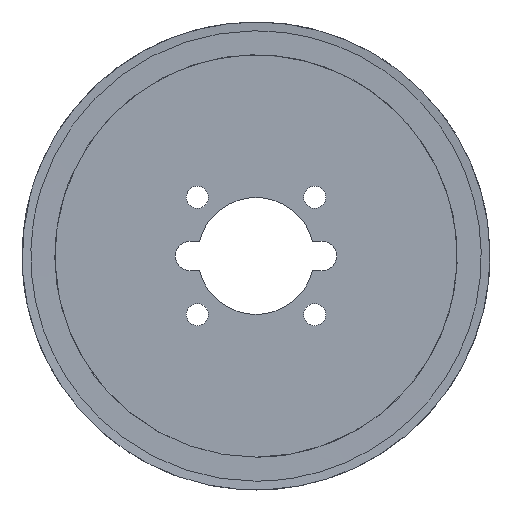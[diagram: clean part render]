
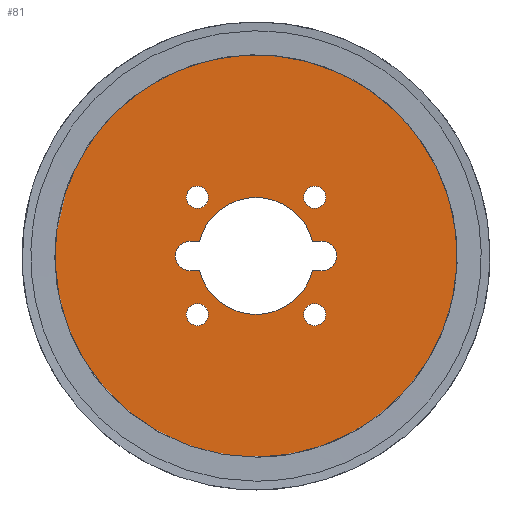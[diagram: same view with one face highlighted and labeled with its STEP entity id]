
A CAD part, top view. The second image highlights one B-rep face of the part: STEP entity #81.
In plain terms, the highlighted planar face has unit normal (0, 0, 1).
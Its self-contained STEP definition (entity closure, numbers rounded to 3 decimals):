
#81=ADVANCED_FACE('',(#148,#149,#150,#151,#152,#153),#106,.T.);
#106=PLANE('',#466);
#112=LINE('',#622,#130);
#113=LINE('',#626,#131);
#114=LINE('',#630,#132);
#115=LINE('',#634,#133);
#130=VECTOR('',#516,1.);
#131=VECTOR('',#519,1.);
#132=VECTOR('',#522,1.);
#133=VECTOR('',#525,1.);
#148=FACE_BOUND('',#188,.T.);
#149=FACE_BOUND('',#189,.T.);
#150=FACE_BOUND('',#190,.T.);
#151=FACE_BOUND('',#191,.T.);
#152=FACE_BOUND('',#192,.T.);
#153=FACE_BOUND('',#193,.T.);
#188=EDGE_LOOP('',(#237));
#189=EDGE_LOOP('',(#238));
#190=EDGE_LOOP('',(#239));
#191=EDGE_LOOP('',(#240));
#192=EDGE_LOOP('',(#241));
#193=EDGE_LOOP('',(#242,#243,#244,#245,#246,#247,#248,#249));
#237=ORIENTED_EDGE('',*,*,#363,.T.);
#238=ORIENTED_EDGE('',*,*,#364,.F.);
#239=ORIENTED_EDGE('',*,*,#365,.F.);
#240=ORIENTED_EDGE('',*,*,#366,.F.);
#241=ORIENTED_EDGE('',*,*,#367,.F.);
#242=ORIENTED_EDGE('',*,*,#368,.F.);
#243=ORIENTED_EDGE('',*,*,#369,.T.);
#244=ORIENTED_EDGE('',*,*,#370,.F.);
#245=ORIENTED_EDGE('',*,*,#371,.T.);
#246=ORIENTED_EDGE('',*,*,#372,.F.);
#247=ORIENTED_EDGE('',*,*,#373,.F.);
#248=ORIENTED_EDGE('',*,*,#374,.F.);
#249=ORIENTED_EDGE('',*,*,#375,.T.);
#327=VERTEX_POINT('',#610);
#328=VERTEX_POINT('',#612);
#329=VERTEX_POINT('',#614);
#330=VERTEX_POINT('',#616);
#331=VERTEX_POINT('',#618);
#332=VERTEX_POINT('',#620);
#333=VERTEX_POINT('',#621);
#334=VERTEX_POINT('',#623);
#335=VERTEX_POINT('',#625);
#336=VERTEX_POINT('',#627);
#337=VERTEX_POINT('',#629);
#338=VERTEX_POINT('',#631);
#339=VERTEX_POINT('',#633);
#363=EDGE_CURVE('',#327,#327,#408,.T.);
#364=EDGE_CURVE('',#328,#328,#409,.T.);
#365=EDGE_CURVE('',#329,#329,#410,.T.);
#366=EDGE_CURVE('',#330,#330,#411,.T.);
#367=EDGE_CURVE('',#331,#331,#412,.T.);
#368=EDGE_CURVE('',#332,#333,#413,.T.);
#369=EDGE_CURVE('',#332,#334,#112,.T.);
#370=EDGE_CURVE('',#335,#334,#414,.T.);
#371=EDGE_CURVE('',#335,#336,#113,.T.);
#372=EDGE_CURVE('',#337,#336,#415,.T.);
#373=EDGE_CURVE('',#338,#337,#114,.T.);
#374=EDGE_CURVE('',#339,#338,#416,.T.);
#375=EDGE_CURVE('',#339,#333,#115,.T.);
#408=CIRCLE('',#457,62.9);
#409=CIRCLE('',#458,3.);
#410=CIRCLE('',#459,3.);
#411=CIRCLE('',#460,3.);
#412=CIRCLE('',#461,3.);
#413=CIRCLE('',#462,3.963);
#414=CIRCLE('',#463,15.881);
#415=CIRCLE('',#464,3.963);
#416=CIRCLE('',#465,15.881);
#457=AXIS2_PLACEMENT_3D('',#609,#504,#505);
#458=AXIS2_PLACEMENT_3D('',#611,#506,#507);
#459=AXIS2_PLACEMENT_3D('',#613,#508,#509);
#460=AXIS2_PLACEMENT_3D('',#615,#510,#511);
#461=AXIS2_PLACEMENT_3D('',#617,#512,#513);
#462=AXIS2_PLACEMENT_3D('',#619,#514,#515);
#463=AXIS2_PLACEMENT_3D('',#624,#517,#518);
#464=AXIS2_PLACEMENT_3D('',#628,#520,#521);
#465=AXIS2_PLACEMENT_3D('',#632,#523,#524);
#466=AXIS2_PLACEMENT_3D('',#635,#526,#527);
#504=DIRECTION('',(0.,0.,1.));
#505=DIRECTION('',(-1.,0.,0.));
#506=DIRECTION('',(0.,0.,1.));
#507=DIRECTION('',(0.,1.,0.));
#508=DIRECTION('',(0.,0.,1.));
#509=DIRECTION('',(0.,1.,0.));
#510=DIRECTION('',(0.,0.,1.));
#511=DIRECTION('',(0.,1.,0.));
#512=DIRECTION('',(0.,0.,1.));
#513=DIRECTION('',(0.,1.,0.));
#514=DIRECTION('',(0.,0.,1.));
#515=DIRECTION('',(0.,1.,0.));
#516=DIRECTION('',(-1.,0.,0.));
#517=DIRECTION('',(0.,0.,1.));
#518=DIRECTION('',(0.,1.,0.));
#519=DIRECTION('',(-1.,0.,0.));
#520=DIRECTION('',(0.,0.,1.));
#521=DIRECTION('',(0.,1.,0.));
#522=DIRECTION('',(-1.,0.,0.));
#523=DIRECTION('',(0.,0.,1.));
#524=DIRECTION('',(0.,1.,0.));
#525=DIRECTION('',(1.,0.,0.));
#526=DIRECTION('',(0.,0.,1.));
#527=DIRECTION('',(0.,-1.,0.));
#609=CARTESIAN_POINT('',(0.,0.,0.));
#610=CARTESIAN_POINT('',(-62.9,0.,0.));
#611=CARTESIAN_POINT('',(15.91,-15.91,0.));
#612=CARTESIAN_POINT('',(15.91,-12.91,0.));
#613=CARTESIAN_POINT('',(-15.91,-15.91,0.));
#614=CARTESIAN_POINT('',(-15.91,-12.91,0.));
#615=CARTESIAN_POINT('',(-15.91,15.91,0.));
#616=CARTESIAN_POINT('',(-15.91,18.91,0.));
#617=CARTESIAN_POINT('',(15.91,15.91,0.));
#618=CARTESIAN_POINT('',(15.91,18.91,0.));
#619=CARTESIAN_POINT('',(17.906,0.,0.));
#620=CARTESIAN_POINT('',(17.906,-3.963,0.));
#621=CARTESIAN_POINT('',(17.906,3.963,0.));
#622=CARTESIAN_POINT('',(0.,-3.962,0.));
#623=CARTESIAN_POINT('',(15.379,-3.962,0.));
#624=CARTESIAN_POINT('',(0.,0.,0.));
#625=CARTESIAN_POINT('',(-15.379,-3.962,0.));
#626=CARTESIAN_POINT('',(0.,-3.963,0.));
#627=CARTESIAN_POINT('',(-17.906,-3.963,0.));
#628=CARTESIAN_POINT('',(-17.906,0.,0.));
#629=CARTESIAN_POINT('',(-17.906,3.963,0.));
#630=CARTESIAN_POINT('',(0.,3.963,0.));
#631=CARTESIAN_POINT('',(-15.379,3.963,0.));
#632=CARTESIAN_POINT('',(0.,0.,0.));
#633=CARTESIAN_POINT('',(15.379,3.962,0.));
#634=CARTESIAN_POINT('',(0.,3.963,0.));
#635=CARTESIAN_POINT('',(0.,0.,0.));
